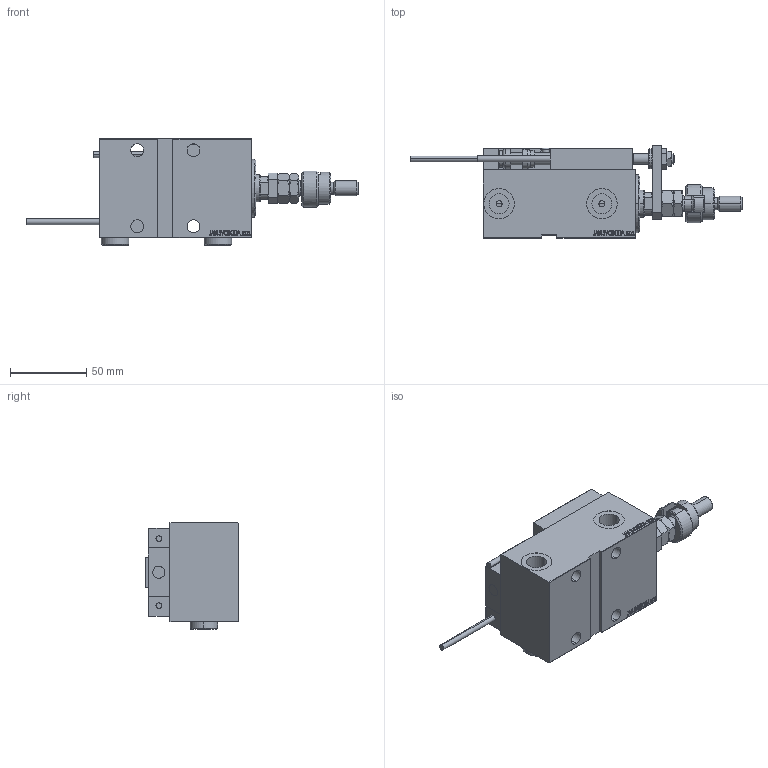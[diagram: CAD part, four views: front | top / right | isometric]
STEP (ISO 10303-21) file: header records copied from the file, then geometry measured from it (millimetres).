
FILE_DESCRIPTION (( 'STEP AP203' ), '1' );
FILE_NAME ('14b7.STEP', '2024-02-13T05:34:32', ( '' ), ( '' ), 'SwSTEP 2.0', 'SolidWorks 2019', '' );
FILE_SCHEMA (( 'CONFIG_CONTROL_DESIGN' ));
Length unit declared in the file: millimetre
Products named in the file (20): ALLEN BOLT D5 c106146050525c461c91033289bbe2a5; ALLEN BOLT D8 c106146050525c461c91033289bbe2a5; MFA c106146050525c461c91033289bbe2a5; SWITCH_X_FRONT_BACK c106146050525c461c91033289bbe2a5; FEMALE_PART_FOR_DFA c106146050525c461c91033289bbe2a5; X_Y_DFA c106146050525c461c91033289bbe2a5; V450CM_VC_B c106146050525c461c91033289bbe2a5; KONCOVKA c106146050525c461c91033289bbe2a5; SWITCH DIM B,W c106146050525c461c91033289bbe2a5; ZARAZKA c106146050525c461c91033289bbe2a5; TYC_L79 c106146050525c461c91033289bbe2a5; V450CM_E_VCP c106146050525c461c91033289bbe2a5; Zatka_OIL_PORT c106146050525c461c91033289bbe2a5; Block c106146050525c461c91033289bbe2a5; NUT_D10 c106146050525c461c91033289bbe2a5; 14b7; NUT_D12 c106146050525c461c91033289bbe2a5; SWITCH X c106146050525c461c91033289bbe2a5; V450CM_E_Body c106146050525c461c91033289bbe2a5; MAGNET c106146050525c461c91033289bbe2a5
Assembly tree (30 placements, depth 3):
  14b7
    V450CM_E_Body c106146050525c461c91033289bbe2a5
    V450CM_E_VCP c106146050525c461c91033289bbe2a5
    V450CM_VC_B c106146050525c461c91033289bbe2a5
    SWITCH X c106146050525c461c91033289bbe2a5
      SWITCH_X_FRONT_BACK c106146050525c461c91033289bbe2a5  x2
      TYC_L79 c106146050525c461c91033289bbe2a5
      Block c106146050525c461c91033289bbe2a5  x2
      ALLEN BOLT D5 c106146050525c461c91033289bbe2a5  x4
      ALLEN BOLT D8 c106146050525c461c91033289bbe2a5  x4
      MAGNET c106146050525c461c91033289bbe2a5  x2
      KONCOVKA c106146050525c461c91033289bbe2a5  x2
    SWITCH DIM B,W c106146050525c461c91033289bbe2a5
    ZARAZKA c106146050525c461c91033289bbe2a5
    NUT_D10 c106146050525c461c91033289bbe2a5
    NUT_D12 c106146050525c461c91033289bbe2a5
    X_Y_DFA c106146050525c461c91033289bbe2a5
      FEMALE_PART_FOR_DFA c106146050525c461c91033289bbe2a5
      MFA c106146050525c461c91033289bbe2a5
    Zatka_OIL_PORT c106146050525c461c91033289bbe2a5  x2
Bounding box: 218 x 60.5 x 69.9 mm (x, y, z)
Volume: 324495.6 mm3; surface area: 87044.4 mm2
Topology: 28 solids, 28 shells, 1432 faces, 3402 edges, 2158 vertices
Faces by surface type: plane 632, bspline 380, cylinder 211, cone 157, torus 48, sphere 4
Entity records: 54187 total; most frequent: CARTESIAN_POINT 26515, ORIENTED_EDGE 5744, DIRECTION 4049, EDGE_CURVE 2872, VERTEX_POINT 1858, VECTOR 1617, LINE 1617, EDGE_LOOP 1332
